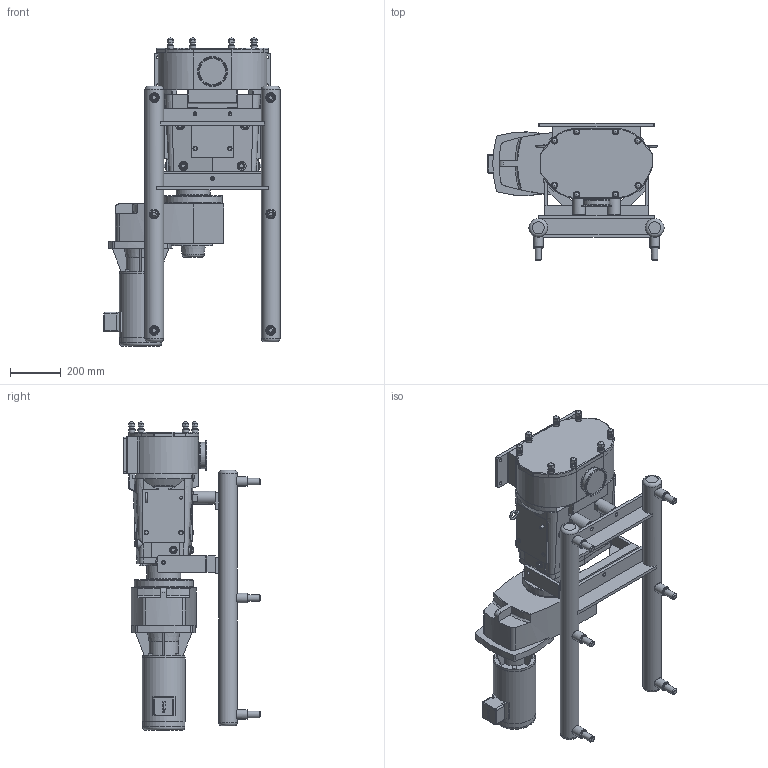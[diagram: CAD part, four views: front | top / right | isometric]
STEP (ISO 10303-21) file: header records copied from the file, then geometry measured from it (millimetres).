
FILE_DESCRIPTION(/* description */ (''),/* implementation_level */ '2;1');
FILE_NAME(/* name */ 'U3_224U3_145TC_(4.17 x 11.36)x4.0_S-Line_2HP_SIDE_SM.stp',/* time_stamp */ '2021-05-24T18:45:43+05:00',/* author */ ('trtmhr'),/* organization */ (''),/* preprocessor_version */ 'ST-DEVELOPER v18.1',/* originating_system */ 'Autodesk Inventor 2020',/* authorisation */ '');
FILE_SCHEMA (('AUTOMOTIVE_DESIGN { 1 0 10303 214 3 1 1 }'));
Length unit declared in the file: inch
Products named in the file (1): U3_224U3_145TC_(4.17 x 11.36)x4.0_S-Line_2HP_SIDE_SM
Bounding box: 691.08 x 539.76 x 1210.82 mm (x, y, z)
Volume: 84481306.2 mm3; surface area: 2748398.4 mm2
Topology: 6 solids, 6 shells, 1067 faces, 2916 edges, 1929 vertices
Faces by surface type: plane 548, cylinder 306, cone 71, torus 70, bspline 60, sphere 12
Full cylindrical faces by diameter (mm): 2.54 x2, 7.62 x1, 7.798 x1, 10.16 x2, 10.719 x5, 13.487 x4, 14.224 x2, 14.3 x3, 15.24 x1, 19.05 x8, 23.876 x3, 25.4 x19, 29.21 x2, 31.75 x3, 35.052 x6, 38.1 x6, 50.8 x2, 101.6 x1, 102.946 x2, 103.962 x1, 119.024 x1, 133.35 x1, 165.989 x1, 166.116 x1, 168.402 x1, 229.997 x1, 230.124 x1
Entity records: 35881 total; most frequent: CARTESIAN_POINT 8475, ORIENTED_EDGE 5798, DIRECTION 5725, EDGE_CURVE 2899, AXIS2_PLACEMENT_3D 2128, VERTEX_POINT 1929, LINE 1469, VECTOR 1469
